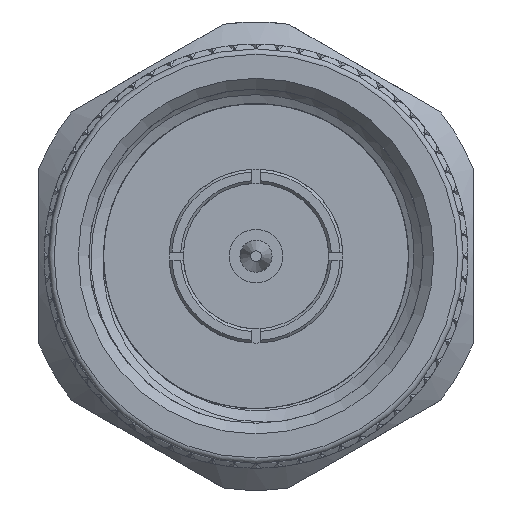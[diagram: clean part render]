
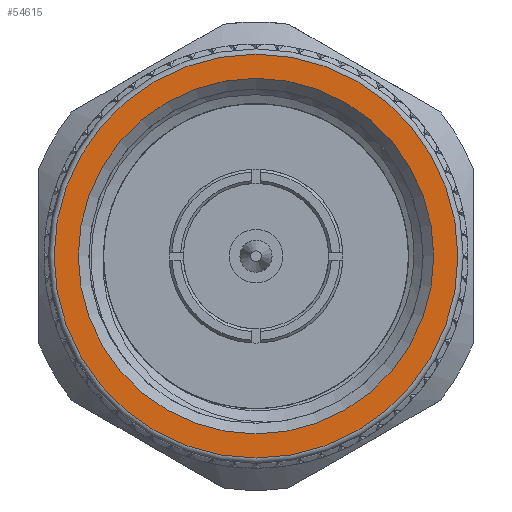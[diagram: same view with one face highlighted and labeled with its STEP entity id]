
A CAD part, left-side view. The second image highlights one B-rep face of the part: STEP entity #54615.
In plain terms, the highlighted planar face has unit normal (-1, 0, 0).
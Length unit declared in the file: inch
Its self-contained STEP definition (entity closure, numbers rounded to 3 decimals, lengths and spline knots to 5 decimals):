
#5992 = EDGE_LOOP ( 'NONE', ( #54102 ) ) ;
#6894 = EDGE_CURVE ( 'NONE', #64908, #64908, #53769, .T. ) ;
#9603 = CARTESIAN_POINT ( 'NONE',  ( 0., 0., -0.3776 ) ) ;
#9967 = VERTEX_POINT ( 'NONE', #9603 ) ;
#10565 = DIRECTION ( 'NONE',  ( -1., 0., 0. ) ) ;
#11661 = CARTESIAN_POINT ( 'NONE',  ( 0., 0., 0. ) ) ;
#11780 = EDGE_LOOP ( 'NONE', ( #33086 ) ) ;
#12543 = AXIS2_PLACEMENT_3D ( 'NONE', #31548, #26013, #29913 ) ;
#15038 = CIRCLE ( 'NONE', #49159, 0.3776 ) ;
#23511 = FACE_BOUND ( 'NONE', #5992, .T. ) ;
#26013 = DIRECTION ( 'NONE',  ( 1., 0., 0. ) ) ;
#29052 = PLANE ( 'NONE',  #71542 ) ;
#29913 = DIRECTION ( 'NONE',  ( 0., 0., -1. ) ) ;
#31548 = CARTESIAN_POINT ( 'NONE',  ( 0., 0., 0. ) ) ;
#33037 = DIRECTION ( 'NONE',  ( 0., 0., -1. ) ) ;
#33086 = ORIENTED_EDGE ( 'NONE', *, *, #54881, .T. ) ;
#34252 = DIRECTION ( 'NONE',  ( 0., 1., 0. ) ) ;
#36940 = CARTESIAN_POINT ( 'NONE',  ( 0., 0., -0.3325 ) ) ;
#49159 = AXIS2_PLACEMENT_3D ( 'NONE', #11661, #10565, #33037 ) ;
#50822 = FACE_OUTER_BOUND ( 'NONE', #11780, .T. ) ;
#53769 = CIRCLE ( 'NONE', #12543, 0.3325 ) ;
#54102 = ORIENTED_EDGE ( 'NONE', *, *, #6894, .T. ) ;
#54615 = ADVANCED_FACE ( 'NONE', ( #23511, #50822 ), #29052, .F. ) ;
#54881 = EDGE_CURVE ( 'NONE', #9967, #9967, #15038, .T. ) ;
#62231 = DIRECTION ( 'NONE',  ( 1., 0., 0. ) ) ;
#64908 = VERTEX_POINT ( 'NONE', #36940 ) ;
#67775 = CARTESIAN_POINT ( 'NONE',  ( 0., 0., 0. ) ) ;
#71542 = AXIS2_PLACEMENT_3D ( 'NONE', #67775, #62231, #34252 ) ;
